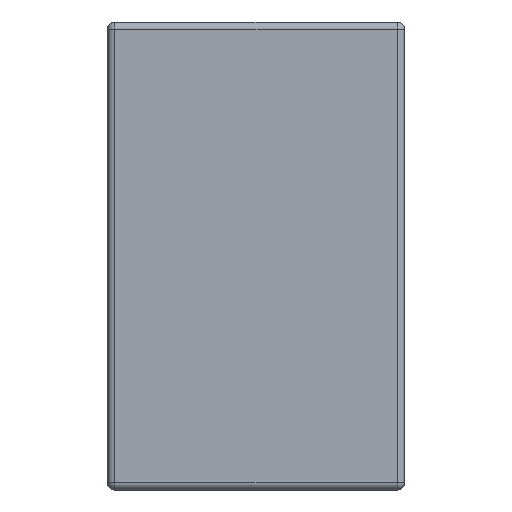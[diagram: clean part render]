
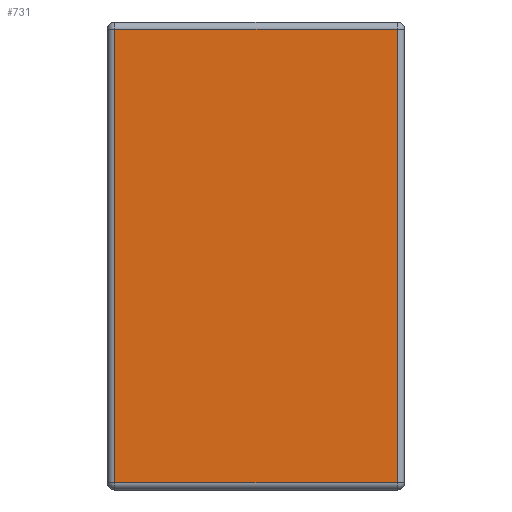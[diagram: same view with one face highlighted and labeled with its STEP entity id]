
A CAD part, left-side view. The second image highlights one B-rep face of the part: STEP entity #731.
In plain terms, the highlighted planar face has unit normal (-1, 0, 0).
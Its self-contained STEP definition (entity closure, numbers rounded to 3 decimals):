
#3 = DIRECTION ( 'NONE',  ( 0., 1., 0. ) ) ;
#4 = VECTOR ( 'NONE', #3, 1000. ) ;
#5 = CARTESIAN_POINT ( 'NONE',  ( -2.3, 2.03, 1.55 ) ) ;
#6 = LINE ( 'NONE', #5, #4 ) ;
#7 = DIRECTION ( 'NONE',  ( 0., 0., -1. ) ) ;
#8 = DIRECTION ( 'NONE',  ( 1., 0., 0. ) ) ;
#9 = CARTESIAN_POINT ( 'NONE',  ( -2.3, 2.03, 1.6 ) ) ;
#10 = AXIS2_PLACEMENT_3D ( 'NONE', #9, #8, #7 ) ;
#11 = PLANE ( 'NONE',  #10 ) ;
#27 = FACE_OUTER_BOUND ( 'NONE', #732, .T. ) ;
#708 = VERTEX_POINT ( 'NONE', #1601 ) ;
#709 = VERTEX_POINT ( 'NONE', #1600 ) ;
#710 = ORIENTED_EDGE ( 'NONE', *, *, #711, .T. ) ;
#711 = EDGE_CURVE ( 'NONE', #709, #712, #1599, .T. ) ;
#712 = VERTEX_POINT ( 'NONE', #1595 ) ;
#713 = ORIENTED_EDGE ( 'NONE', *, *, #714, .T. ) ;
#714 = EDGE_CURVE ( 'NONE', #712, #715, #1594, .T. ) ;
#715 = VERTEX_POINT ( 'NONE', #1590 ) ;
#716 = ORIENTED_EDGE ( 'NONE', *, *, #717, .T. ) ;
#717 = EDGE_CURVE ( 'NONE', #715, #708, #1588, .T. ) ;
#731 = ADVANCED_FACE ( 'NONE', ( #27 ), #11, .F. ) ;
#732 = EDGE_LOOP ( 'NONE', ( #733, #710, #713, #716 ) ) ;
#733 = ORIENTED_EDGE ( 'NONE', *, *, #734, .T. ) ;
#734 = EDGE_CURVE ( 'NONE', #708, #709, #6, .T. ) ;
#1585 = DIRECTION ( 'NONE',  ( 0., 0., 1. ) ) ;
#1586 = VECTOR ( 'NONE', #1585, 1000. ) ;
#1587 = CARTESIAN_POINT ( 'NONE',  ( -2.3, 0.05, 1.6 ) ) ;
#1588 = LINE ( 'NONE', #1587, #1586 ) ;
#1590 = CARTESIAN_POINT ( 'NONE',  ( -2.3, 0.05, -1.55 ) ) ;
#1591 = DIRECTION ( 'NONE',  ( 0., -1., 0. ) ) ;
#1592 = VECTOR ( 'NONE', #1591, 1000. ) ;
#1593 = CARTESIAN_POINT ( 'NONE',  ( -2.3, 2.03, -1.55 ) ) ;
#1594 = LINE ( 'NONE', #1593, #1592 ) ;
#1595 = CARTESIAN_POINT ( 'NONE',  ( -2.3, 1.98, -1.55 ) ) ;
#1596 = DIRECTION ( 'NONE',  ( 0., 0., -1. ) ) ;
#1597 = VECTOR ( 'NONE', #1596, 1000. ) ;
#1598 = CARTESIAN_POINT ( 'NONE',  ( -2.3, 1.98, 1.6 ) ) ;
#1599 = LINE ( 'NONE', #1598, #1597 ) ;
#1600 = CARTESIAN_POINT ( 'NONE',  ( -2.3, 1.98, 1.55 ) ) ;
#1601 = CARTESIAN_POINT ( 'NONE',  ( -2.3, 0.05, 1.55 ) ) ;
